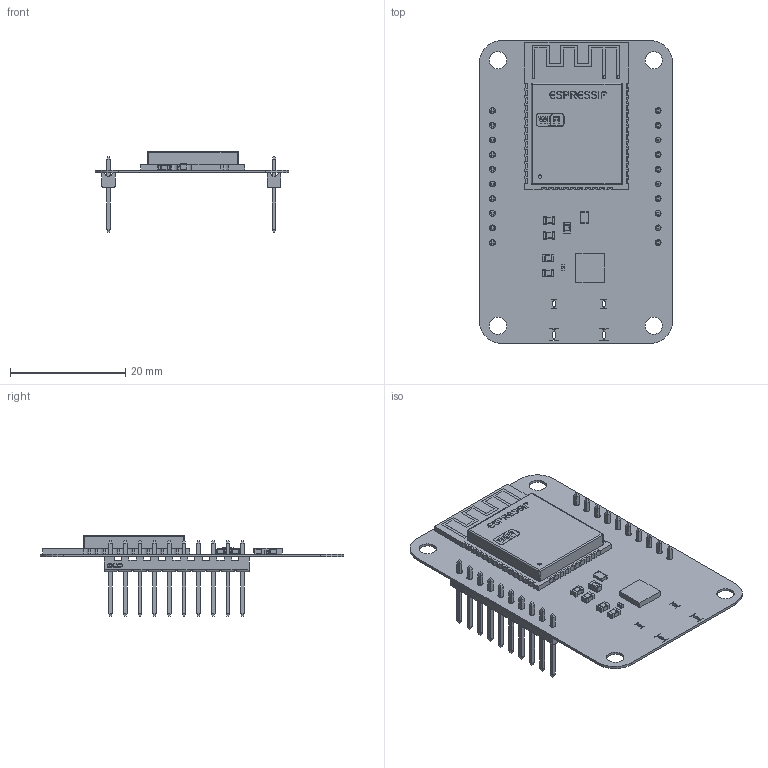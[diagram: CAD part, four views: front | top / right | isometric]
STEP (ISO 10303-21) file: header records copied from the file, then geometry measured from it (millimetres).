
FILE_DESCRIPTION(('Open CASCADE Model'),'2;1');
FILE_NAME('Open CASCADE Shape Model','2023-01-10T14:16:29',('Author'),( 'Open CASCADE'),'Open CASCADE STEP processor 6.8','Open CASCADE 6.8' ,'Unknown');
FILE_SCHEMA(('AUTOMOTIVE_DESIGN { 1 0 10303 214 1 1 1 1 }'));
Length unit declared in the file: millimetre
Products named in the file (42): PCB; Board; Open CASCADE STEP translator 6.8 1.1.1; U1; 15079952; Extruded; R1; 6857505552; Mid_Body; Terminal; Open_CASCADE_STEP_translator_6.8_3.2.1; Mark; MD1; UNK_Espressif_Systems_ESP32-WROOM-32D_eec; pcb; pads; antenna; shell; logo; L1; Ind_Murata_LQM21NN1R0K10B_eec; J3; Conn_TE_Connectivity_4-644456-0_eec; body; pins; J2; FB1; FBead_Murata_BLM15PX471SN1B_eec; Terminals; Center; Murata; C4; Cap_KEMET_C0805C472J3HAC_eec; C3; C2; C1
Assembly tree (61 placements, depth 5):
  PCB
    Board
      Open CASCADE STEP translator 6.8 1.1.1
    U1
      15079952
        Extruded
    R1
      6857505552
        Mid_Body
        Terminal  x2
          Open_CASCADE_STEP_translator_6.8_3.2.1
        Mark
    MD1
      UNK_Espressif_Systems_ESP32-WROOM-32D_eec
        pcb
        pads
        antenna
        shell
        logo
    L1
      Ind_Murata_LQM21NN1R0K10B_eec
      Ind_Murata_LQM21NN1R0K10B_eec
      Ind_Murata_LQM21NN1R0K10B_eec
      Ind_Murata_LQM21NN1R0K10B_eec
    J3
      Conn_TE_Connectivity_4-644456-0_eec
        body
        logo
        pins  x10
    J2
      Conn_TE_Connectivity_4-644456-0_eec
        body
        logo
        pins  x10
    FB1
      FBead_Murata_BLM15PX471SN1B_eec
        Terminals
        Center
        Murata
    C4
      Cap_KEMET_C0805C472J3HAC_eec
      Cap_KEMET_C0805C472J3HAC_eec
      Cap_KEMET_C0805C472J3HAC_eec
    C3
      Cap_KEMET_C0805C472J3HAC_eec
      Cap_KEMET_C0805C472J3HAC_eec
      Cap_KEMET_C0805C472J3HAC_eec
    C2
      Cap_KEMET_C0805C472J3HAC_eec
      Cap_KEMET_C0805C472J3HAC_eec
      Cap_KEMET_C0805C472J3HAC_eec
    C1
      Cap_KEMET_C0805C472J3HAC_eec
      Cap_KEMET_C0805C472J3HAC_eec
      Cap_KEMET_C0805C472J3HAC_eec
Bounding box: 33.53 x 52.58 x 14.02 mm (x, y, z)
Volume: 1640.9 mm3; surface area: 6990.4 mm2
Topology: 147 solids, 147 shells, 3177 faces, 11061 edges, 10793 vertices
Faces by surface type: plane 1906, bspline 731, cylinder 448, sphere 76, torus 16
Full cylindrical faces by diameter (mm): 0.5 x2, 0.6 x1, 1.016 x20, 3 x4
Entity records: 69642 total; most frequent: CARTESIAN_POINT 18090, ORIENTED_EDGE 10520, DIRECTION 8171, EDGE_CURVE 5252, LINE 3531, VECTOR 3531, VERTEX_POINT 3431, AXIS2_PLACEMENT_3D 2320
